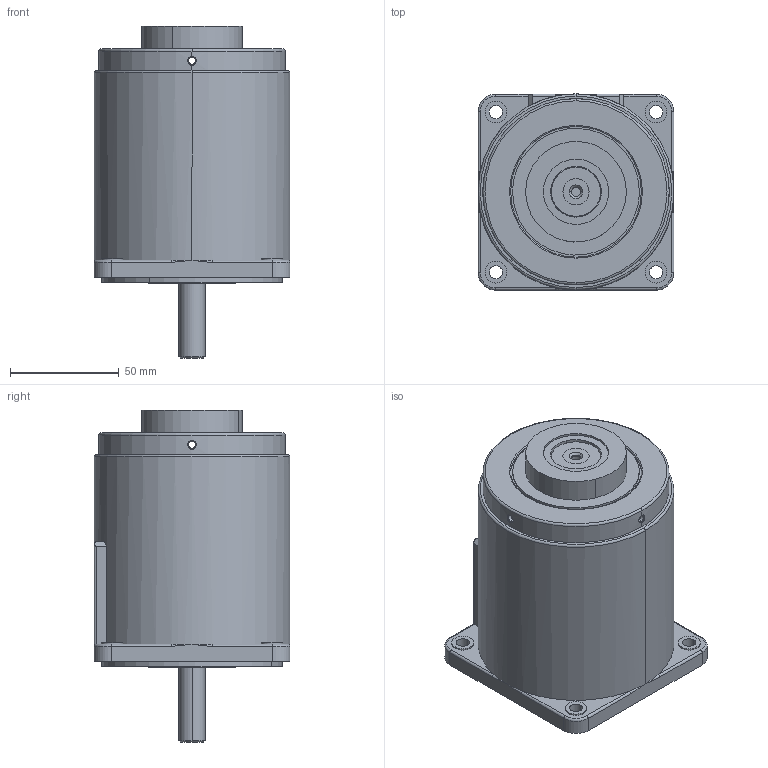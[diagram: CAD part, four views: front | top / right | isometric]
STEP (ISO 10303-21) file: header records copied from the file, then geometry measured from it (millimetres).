
FILE_DESCRIPTION (( 'STEP AP203' ), '1' );
FILE_NAME ('5IK40.60RA-C.STEP', '2022-08-25T03:03:23', ( '' ), ( 'Microsoft' ), 'SwSTEP 2.0', 'SolidWorks 2020', '' );
FILE_SCHEMA (( 'CONFIG_CONTROL_DESIGN' ));
Length unit declared in the file: millimetre
Products named in the file (1): 5IK40.60RA-C
Bounding box: 90 x 90 x 152.5 mm (x, y, z)
Surface area: 73966.6 mm2 (no closed solid volume)
Topology: 0 solids, 9 shells, 179 faces, 458 edges, 292 vertices
Faces by surface type: cylinder 86, plane 37, cone 28, torus 14, bspline 14
Entity records: 6635 total; most frequent: CARTESIAN_POINT 2202, DIRECTION 976, ORIENTED_EDGE 822, EDGE_CURVE 450, AXIS2_PLACEMENT_3D 412, VERTEX_POINT 292, CIRCLE 246, EDGE_LOOP 227
